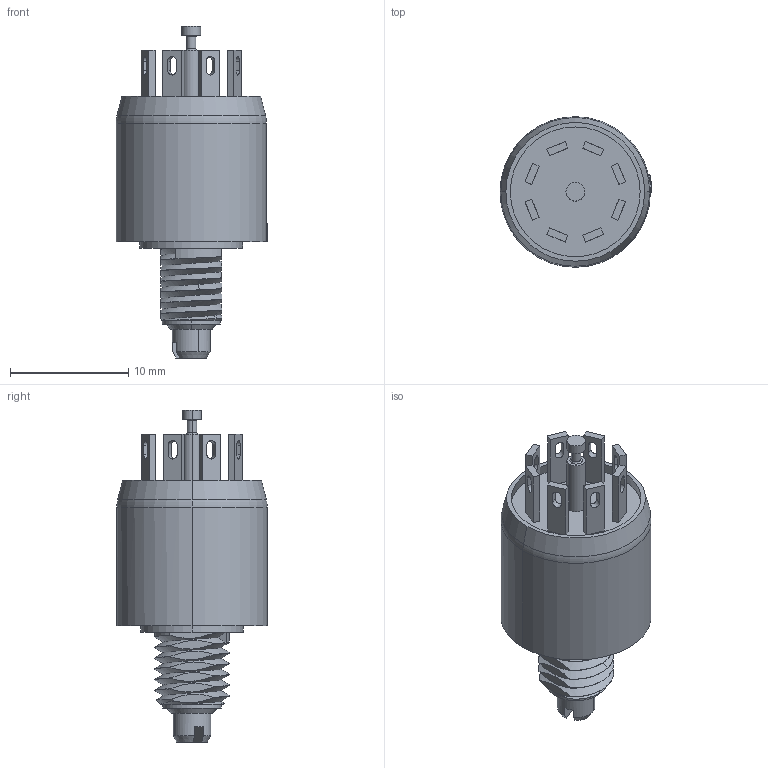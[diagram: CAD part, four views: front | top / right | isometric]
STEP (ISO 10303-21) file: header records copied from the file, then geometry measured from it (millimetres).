
FILE_DESCRIPTION((''),'2;1');
FILE_NAME('50B45-01-1-XXX_SW0001','2016-05-10T',('jjanota'),(''),'PRO/ENGINEER BY PARAMETRIC TECHNOLOGY CORPORATION, 2011490','PRO/ENGINEER BY PARAMETRIC TECHNOLOGY CORPORATION, 2011490','');
FILE_SCHEMA(('CONFIG_CONTROL_DESIGN'));
Length unit declared in the file: inch
Products named in the file (1): 50B45-01-1-XXX_SW0001
Bounding box: 12.83 x 12.7 x 28.04 mm (x, y, z)
Surface area: 1367.9 mm2 (no closed solid volume)
Topology: 0 solids, 13 shells, 157 faces, 438 edges, 299 vertices
Faces by surface type: plane 87, cylinder 44, cone 14, torus 6, bspline 6
Entity records: 8322 total; most frequent: CARTESIAN_POINT 3048, ORIENTED_EDGE 796, DIRECTION 774, EDGE_CURVE 438, VERTEX_POINT 299, VECTOR 264, LINE 264, AXIS2_PLACEMENT_3D 255
